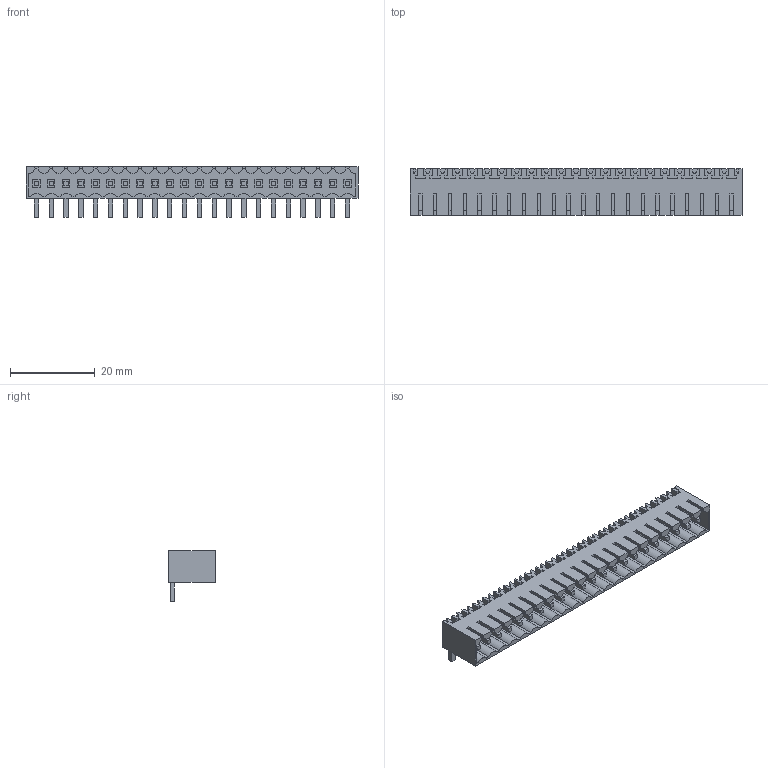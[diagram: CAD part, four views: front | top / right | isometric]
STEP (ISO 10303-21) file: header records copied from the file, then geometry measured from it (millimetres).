
FILE_DESCRIPTION(('CATIA V5 STEP Exchange','CAx-IF Rec.Pracs.--- Model Styling and Organization---1.2---2011-12-15'),'2;1');
FILE_NAME ('D1453590_0_1618030000_1618030000.stp','2018-03-06T11:35:23+00:00',('none'),('Weidmueller'),'CATIA Version 5-6 Release 2014','CATIA V5 STEP AP214','none');
FILE_SCHEMA(('AUTOMOTIVE_DESIGN { 1 0 10303 214 1 1 1 1 }'));
Length unit declared in the file: millimetre
Products named in the file (1): 1618030000
Bounding box: 78.4 x 11.05 x 11.95 mm (x, y, z)
Volume: 2847.1 mm3; surface area: 7803.1 mm2
Topology: 23 solids, 23 shells, 1246 faces, 3829 edges, 2629 vertices
Faces by surface type: plane 1157, cylinder 89
Entity records: 39035 total; most frequent: ORIENTED_EDGE 7658, CARTESIAN_POINT 7068, DIRECTION 5047, EDGE_CURVE 3829, VECTOR 3609, LINE 3609, VERTEX_POINT 2629, EDGE_LOOP 1290
